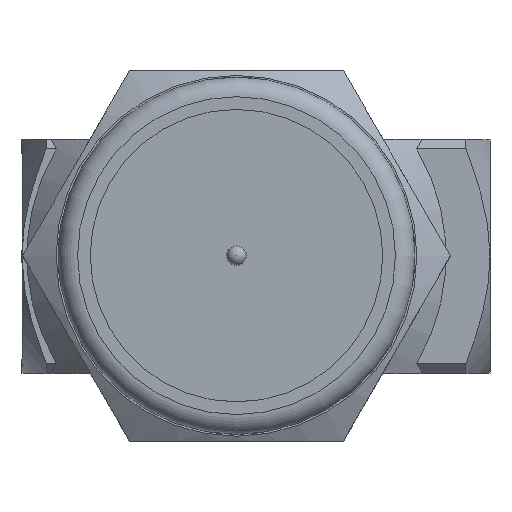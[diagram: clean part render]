
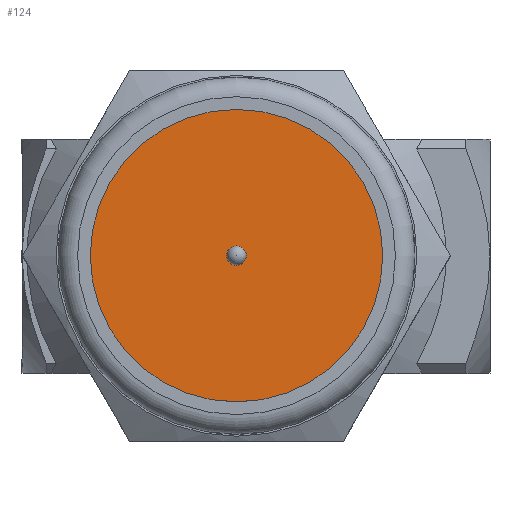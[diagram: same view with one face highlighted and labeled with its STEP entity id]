
A CAD part, top view. The second image highlights one B-rep face of the part: STEP entity #124.
In plain terms, the highlighted planar face has unit normal (0, 0, 1).
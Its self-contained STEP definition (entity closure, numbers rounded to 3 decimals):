
#73=CARTESIAN_POINT('',(-0.008,-1.,45.0));
#74=VERTEX_POINT('',#73);
#75=CARTESIAN_POINT('',(-0.008,0.0,45.0));
#76=DIRECTION('',(0.0,0.0,-1.0));
#77=DIRECTION('',(0.0,1.0,0.0));
#78=AXIS2_PLACEMENT_3D('',#75,#76,#77);
#79=CIRCLE('',#78,1.);
#80=EDGE_CURVE('',#74,#74,#79,.T.);
#90=CARTESIAN_POINT('',(15.,0.,45.));
#91=VERTEX_POINT('',#90);
#92=CARTESIAN_POINT('',(0.,0.0,45.0));
#93=DIRECTION('',(0.0,0.0,-1.0));
#94=DIRECTION('',(-1.0,0.0,0.0));
#95=AXIS2_PLACEMENT_3D('',#92,#93,#94);
#96=CIRCLE('',#95,15.0);
#97=EDGE_CURVE('',#91,#91,#96,.T.);
#113=CARTESIAN_POINT('',(0.,0.0,45.0));
#114=DIRECTION('',(0.0,0.0,-1.0));
#115=DIRECTION('',(-1.0,0.0,0.0));
#116=AXIS2_PLACEMENT_3D('',#113,#114,#115);
#117=PLANE('',#116);
#118=ORIENTED_EDGE('',*,*,#97,.F.);
#119=EDGE_LOOP('',(#118));
#120=FACE_OUTER_BOUND('',#119,.T.);
#121=ORIENTED_EDGE('',*,*,#80,.T.);
#122=EDGE_LOOP('',(#121));
#123=FACE_BOUND('',#122,.T.);
#124=ADVANCED_FACE('',(#120,#123),#117,.F.);
